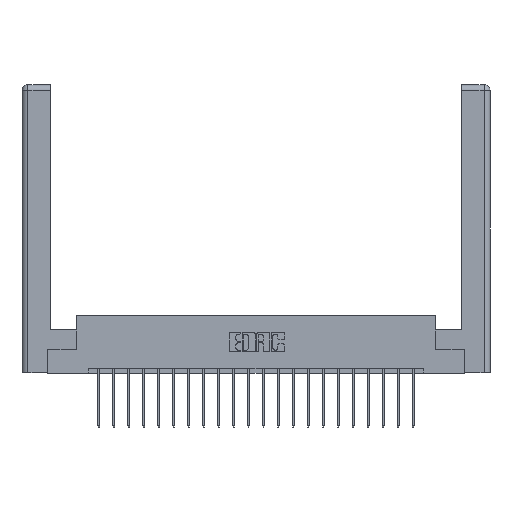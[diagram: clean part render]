
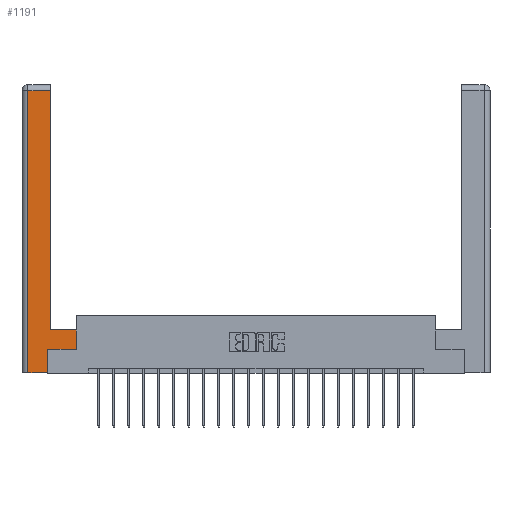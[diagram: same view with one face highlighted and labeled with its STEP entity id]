
A CAD part, top view. The second image highlights one B-rep face of the part: STEP entity #1191.
In plain terms, the highlighted planar face has unit normal (0, 0, 1).
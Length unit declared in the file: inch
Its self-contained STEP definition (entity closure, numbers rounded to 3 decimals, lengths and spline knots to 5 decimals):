
#293 = CARTESIAN_POINT ( 'NONE',  ( 0.565, 0.45, 0. ) ) ;
#566 = DIRECTION ( 'NONE',  ( 1., 0., 0. ) ) ;
#1145 = DIRECTION ( 'NONE',  ( 0., 0., -1. ) ) ;
#1191 = ADVANCED_FACE ( 'NONE', ( #7172 ), #4484, .F. ) ;
#1262 = VERTEX_POINT ( 'NONE', #21780 ) ;
#1381 = LINE ( 'NONE', #2470, #9741 ) ;
#1841 = VECTOR ( 'NONE', #4575, 39.37008 ) ;
#1895 = EDGE_CURVE ( 'NONE', #14452, #5529, #12237, .T. ) ;
#1935 = VECTOR ( 'NONE', #12022, 39.37008 ) ;
#2182 = ORIENTED_EDGE ( 'NONE', *, *, #13286, .T. ) ;
#2470 = CARTESIAN_POINT ( 'NONE',  ( 0.565, 0.245, 0. ) ) ;
#2581 = ORIENTED_EDGE ( 'NONE', *, *, #18239, .T. ) ;
#3172 = EDGE_CURVE ( 'NONE', #4648, #13010, #6521, .T. ) ;
#3532 = CARTESIAN_POINT ( 'NONE',  ( 0.295, 3., 0. ) ) ;
#4484 = PLANE ( 'NONE',  #6152 ) ;
#4575 = DIRECTION ( 'NONE',  ( 0., 1., 0. ) ) ;
#4648 = VERTEX_POINT ( 'NONE', #10957 ) ;
#5529 = VERTEX_POINT ( 'NONE', #19793 ) ;
#5639 = ORIENTED_EDGE ( 'NONE', *, *, #7443, .T. ) ;
#6152 = AXIS2_PLACEMENT_3D ( 'NONE', #16535, #1145, #8076 ) ;
#6521 = LINE ( 'NONE', #19021, #1935 ) ;
#7172 = FACE_OUTER_BOUND ( 'NONE', #17608, .T. ) ;
#7443 = EDGE_CURVE ( 'NONE', #19248, #14452, #19133, .T. ) ;
#7716 = ORIENTED_EDGE ( 'NONE', *, *, #1895, .T. ) ;
#8076 = DIRECTION ( 'NONE',  ( -1., 0., 0. ) ) ;
#8424 = EDGE_CURVE ( 'NONE', #13010, #1262, #16947, .T. ) ;
#8430 = CARTESIAN_POINT ( 'NONE',  ( 0.0615, 0., 0. ) ) ;
#8807 = CARTESIAN_POINT ( 'NONE',  ( 0.565, 0.45, 0. ) ) ;
#9741 = VECTOR ( 'NONE', #566, 39.37008 ) ;
#9917 = CARTESIAN_POINT ( 'NONE',  ( 0.295, 0.45, 0. ) ) ;
#10374 = VERTEX_POINT ( 'NONE', #18764 ) ;
#10522 = VECTOR ( 'NONE', #13909, 39.37008 ) ;
#10957 = CARTESIAN_POINT ( 'NONE',  ( 0.0615, 0., 0. ) ) ;
#11505 = LINE ( 'NONE', #9917, #13698 ) ;
#11948 = DIRECTION ( 'NONE',  ( -1., 0., 0. ) ) ;
#12022 = DIRECTION ( 'NONE',  ( 1., 0., 0. ) ) ;
#12084 = EDGE_CURVE ( 'NONE', #1262, #10374, #1381, .T. ) ;
#12237 = LINE ( 'NONE', #22252, #16053 ) ;
#12339 = DIRECTION ( 'NONE',  ( 0., 1., 0. ) ) ;
#12440 = VERTEX_POINT ( 'NONE', #293 ) ;
#12652 = LINE ( 'NONE', #8430, #13975 ) ;
#12711 = CARTESIAN_POINT ( 'NONE',  ( 0.265, 0.245, 0. ) ) ;
#12938 = LINE ( 'NONE', #8807, #16708 ) ;
#13010 = VERTEX_POINT ( 'NONE', #19750 ) ;
#13286 = EDGE_CURVE ( 'NONE', #10374, #12440, #12938, .T. ) ;
#13698 = VECTOR ( 'NONE', #18500, 39.37008 ) ;
#13800 = CARTESIAN_POINT ( 'NONE',  ( 0.295, 2.94, 0. ) ) ;
#13909 = DIRECTION ( 'NONE',  ( 0., 1., 0. ) ) ;
#13975 = VECTOR ( 'NONE', #15285, 39.37008 ) ;
#14081 = ORIENTED_EDGE ( 'NONE', *, *, #8424, .T. ) ;
#14411 = CARTESIAN_POINT ( 'NONE',  ( 0.295, 0.45, 0. ) ) ;
#14452 = VERTEX_POINT ( 'NONE', #13800 ) ;
#15285 = DIRECTION ( 'NONE',  ( 0., -1., 0. ) ) ;
#15849 = ORIENTED_EDGE ( 'NONE', *, *, #12084, .T. ) ;
#16053 = VECTOR ( 'NONE', #11948, 39.37008 ) ;
#16535 = CARTESIAN_POINT ( 'NONE',  ( 0., 0., 0. ) ) ;
#16575 = ORIENTED_EDGE ( 'NONE', *, *, #3172, .T. ) ;
#16708 = VECTOR ( 'NONE', #12339, 39.37008 ) ;
#16947 = LINE ( 'NONE', #12711, #1841 ) ;
#17608 = EDGE_LOOP ( 'NONE', ( #5639, #7716, #18984, #16575, #14081, #15849, #2182, #2581 ) ) ;
#18099 = EDGE_CURVE ( 'NONE', #5529, #4648, #12652, .T. ) ;
#18239 = EDGE_CURVE ( 'NONE', #12440, #19248, #11505, .T. ) ;
#18500 = DIRECTION ( 'NONE',  ( -1., 0., 0. ) ) ;
#18764 = CARTESIAN_POINT ( 'NONE',  ( 0.565, 0.245, 0. ) ) ;
#18984 = ORIENTED_EDGE ( 'NONE', *, *, #18099, .T. ) ;
#19021 = CARTESIAN_POINT ( 'NONE',  ( 0.265, 0., 0. ) ) ;
#19133 = LINE ( 'NONE', #3532, #10522 ) ;
#19248 = VERTEX_POINT ( 'NONE', #14411 ) ;
#19750 = CARTESIAN_POINT ( 'NONE',  ( 0.265, 0., 0. ) ) ;
#19793 = CARTESIAN_POINT ( 'NONE',  ( 0.0615, 2.94, 0. ) ) ;
#21780 = CARTESIAN_POINT ( 'NONE',  ( 0.265, 0.245, 0. ) ) ;
#22252 = CARTESIAN_POINT ( 'NONE',  ( 0.0615, 2.94, 0. ) ) ;
